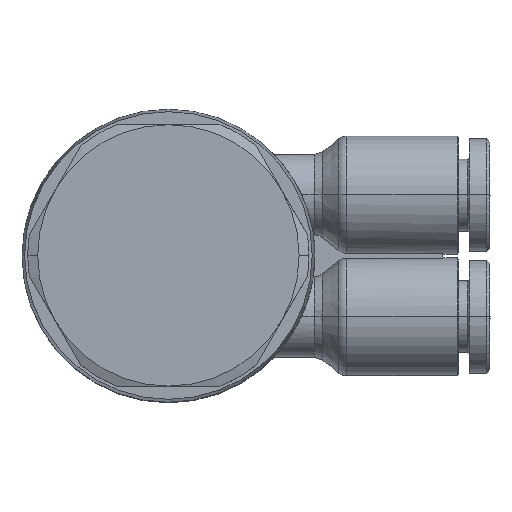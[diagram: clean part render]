
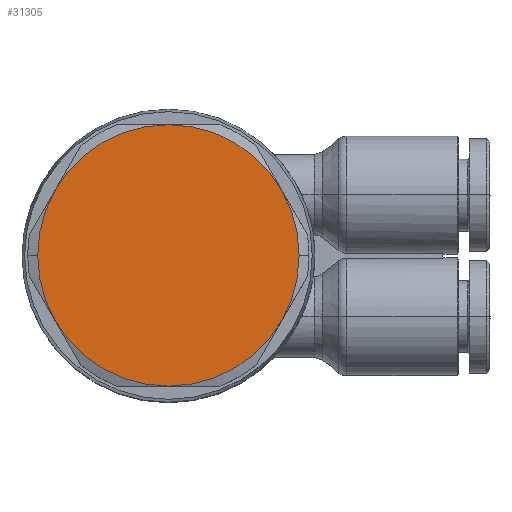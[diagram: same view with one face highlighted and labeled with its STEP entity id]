
A CAD part, top view. The second image highlights one B-rep face of the part: STEP entity #31305.
In plain terms, the highlighted planar face has unit normal (0, 0, 1).
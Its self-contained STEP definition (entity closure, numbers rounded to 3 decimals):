
#3202=CARTESIAN_POINT('',(12.,4.65,14.5));
#3203=VERTEX_POINT('',#3202);
#3212=CARTESIAN_POINT('',(10.66,-0.35,14.5));
#3213=VERTEX_POINT('',#3212);
#3214=CARTESIAN_POINT('',(2.,4.65,14.5));
#3215=DIRECTION('',(0.0,0.0,1.0));
#3216=DIRECTION('',(-1.0,0.0,0.0));
#3217=AXIS2_PLACEMENT_3D('',#3214,#3215,#3216);
#3218=CIRCLE('',#3217,10.);
#3219=EDGE_CURVE('',#3213,#3203,#3218,.T.);
#3253=CARTESIAN_POINT('',(-8.,4.65,14.5));
#3254=VERTEX_POINT('',#3253);
#3270=CARTESIAN_POINT('',(-6.66,-0.35,14.5));
#3271=VERTEX_POINT('',#3270);
#3285=CARTESIAN_POINT('',(2.,4.65,14.5));
#3286=DIRECTION('',(0.0,0.0,1.0));
#3287=DIRECTION('',(-1.0,0.0,0.0));
#3288=AXIS2_PLACEMENT_3D('',#3285,#3286,#3287);
#3289=CIRCLE('',#3288,10.);
#3290=EDGE_CURVE('',#3254,#3271,#3289,.T.);
#30868=CARTESIAN_POINT('',(10.66,9.65,14.5));
#30869=VERTEX_POINT('',#30868);
#30942=CARTESIAN_POINT('',(2.,-5.35,14.5));
#30943=VERTEX_POINT('',#30942);
#30986=CARTESIAN_POINT('',(-6.66,9.65,14.5));
#30987=VERTEX_POINT('',#30986);
#30988=CARTESIAN_POINT('',(2.,4.65,14.5));
#30989=DIRECTION('',(0.0,0.0,1.0));
#30990=DIRECTION('',(-1.0,0.0,0.0));
#30991=AXIS2_PLACEMENT_3D('',#30988,#30989,#30990);
#30992=CIRCLE('',#30991,10.);
#30993=EDGE_CURVE('',#30987,#3254,#30992,.T.);
#31061=CARTESIAN_POINT('',(2.,14.65,14.5));
#31062=VERTEX_POINT('',#31061);
#31063=CARTESIAN_POINT('',(2.,4.65,14.5));
#31064=DIRECTION('',(0.0,0.0,1.0));
#31065=DIRECTION('',(-1.0,0.0,0.0));
#31066=AXIS2_PLACEMENT_3D('',#31063,#31064,#31065);
#31067=CIRCLE('',#31066,10.);
#31068=EDGE_CURVE('',#31062,#30987,#31067,.T.);
#31105=CARTESIAN_POINT('',(2.,4.65,14.5));
#31106=DIRECTION('',(0.0,0.0,1.0));
#31107=DIRECTION('',(-1.0,0.0,0.0));
#31108=AXIS2_PLACEMENT_3D('',#31105,#31106,#31107);
#31109=CIRCLE('',#31108,10.);
#31110=EDGE_CURVE('',#30869,#31062,#31109,.T.);
#31124=CARTESIAN_POINT('',(2.,4.65,14.5));
#31125=DIRECTION('',(0.0,0.0,1.0));
#31126=DIRECTION('',(-1.0,0.0,0.0));
#31127=AXIS2_PLACEMENT_3D('',#31124,#31125,#31126);
#31128=CIRCLE('',#31127,10.);
#31129=EDGE_CURVE('',#3203,#30869,#31128,.T.);
#31141=CARTESIAN_POINT('',(2.,4.65,14.5));
#31142=DIRECTION('',(0.0,0.0,1.0));
#31143=DIRECTION('',(-1.0,0.0,0.0));
#31144=AXIS2_PLACEMENT_3D('',#31141,#31142,#31143);
#31145=CIRCLE('',#31144,10.);
#31146=EDGE_CURVE('',#30943,#3213,#31145,.T.);
#31159=CARTESIAN_POINT('',(2.,4.65,14.5));
#31160=DIRECTION('',(0.0,0.0,1.0));
#31161=DIRECTION('',(-1.0,0.0,0.0));
#31162=AXIS2_PLACEMENT_3D('',#31159,#31160,#31161);
#31163=CIRCLE('',#31162,10.);
#31164=EDGE_CURVE('',#3271,#30943,#31163,.T.);
#31290=CARTESIAN_POINT('',(-2.55,4.65,14.5));
#31291=DIRECTION('',(0.0,0.0,1.0));
#31292=DIRECTION('',(-1.0,0.0,0.0));
#31293=AXIS2_PLACEMENT_3D('',#31290,#31291,#31292);
#31294=PLANE('',#31293);
#31295=ORIENTED_EDGE('',*,*,#31164,.T.);
#31296=ORIENTED_EDGE('',*,*,#31146,.T.);
#31297=ORIENTED_EDGE('',*,*,#3219,.T.);
#31298=ORIENTED_EDGE('',*,*,#31129,.T.);
#31299=ORIENTED_EDGE('',*,*,#31110,.T.);
#31300=ORIENTED_EDGE('',*,*,#31068,.T.);
#31301=ORIENTED_EDGE('',*,*,#30993,.T.);
#31302=ORIENTED_EDGE('',*,*,#3290,.T.);
#31303=EDGE_LOOP('',(#31295,#31296,#31297,#31298,#31299,#31300,#31301,#31302));
#31304=FACE_OUTER_BOUND('',#31303,.T.);
#31305=ADVANCED_FACE('',(#31304),#31294,.T.);
